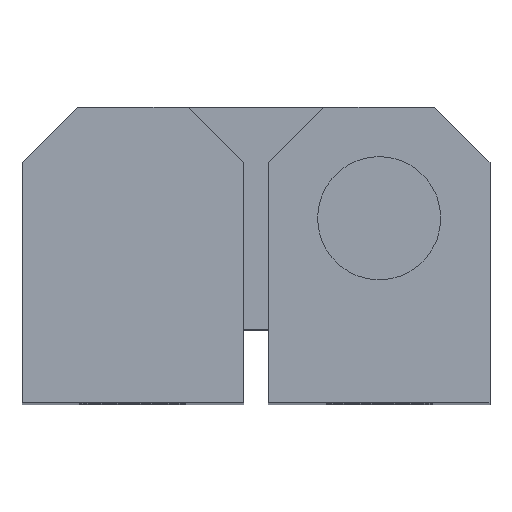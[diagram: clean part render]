
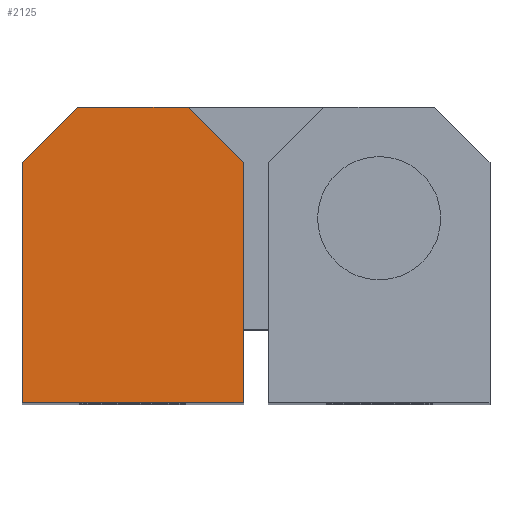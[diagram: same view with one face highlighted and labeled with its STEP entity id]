
A CAD part, top view. The second image highlights one B-rep face of the part: STEP entity #2125.
In plain terms, the highlighted planar face has unit normal (0, 0, 1).
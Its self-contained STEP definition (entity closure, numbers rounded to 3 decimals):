
#171 = DIRECTION ( 'NONE',  ( 0., -1., 0. ) ) ;
#173 = CARTESIAN_POINT ( 'NONE',  ( -14.5, 2.25, 20. ) ) ;
#182 = DIRECTION ( 'NONE',  ( 1., 0., 0. ) ) ;
#184 = CARTESIAN_POINT ( 'NONE',  ( -14.5, -7.5, 20. ) ) ;
#438 = CARTESIAN_POINT ( 'NONE',  ( -14.5, 2.25, 20. ) ) ;
#439 = DIRECTION ( 'NONE',  ( -0.707, -0.707, 0. ) ) ;
#453 = CARTESIAN_POINT ( 'NONE',  ( -12.25, 4.5, 20. ) ) ;
#454 = DIRECTION ( 'NONE',  ( -1., 0., 0. ) ) ;
#459 = CARTESIAN_POINT ( 'NONE',  ( -7.75, 4.5, 20. ) ) ;
#460 = DIRECTION ( 'NONE',  ( -0.707, 0.707, 0. ) ) ;
#471 = CARTESIAN_POINT ( 'NONE',  ( -5.5, 2.25, 20. ) ) ;
#472 = DIRECTION ( 'NONE',  ( 0., 1., 0. ) ) ;
#1084 = PLANE ( 'NONE',  #1925 ) ;
#1085 = CARTESIAN_POINT ( 'NONE',  ( -5.5, -7.5, 20. ) ) ;
#1086 = DIRECTION ( 'NONE',  ( 0., 0., 1. ) ) ;
#1087 = DIRECTION ( 'NONE',  ( 1., 0., 0. ) ) ;
#1103 = CARTESIAN_POINT ( 'NONE',  ( -14.5, -7.5, 20. ) ) ;
#1105 = CARTESIAN_POINT ( 'NONE',  ( -14.5, 2.25, 20. ) ) ;
#1109 = CARTESIAN_POINT ( 'NONE',  ( -12.25, 4.5, 20. ) ) ;
#1111 = CARTESIAN_POINT ( 'NONE',  ( -7.75, 4.5, 20. ) ) ;
#1114 = CARTESIAN_POINT ( 'NONE',  ( -5.5, -7.5, 20. ) ) ;
#1115 = CARTESIAN_POINT ( 'NONE',  ( -5.5, 2.25, 20. ) ) ;
#1278 = VECTOR ( 'NONE', #182, 1000. ) ;
#1295 = VECTOR ( 'NONE', #460, 1000. ) ;
#1296 = VECTOR ( 'NONE', #171, 1000. ) ;
#1330 = VECTOR ( 'NONE', #439, 1000. ) ;
#1341 = VECTOR ( 'NONE', #454, 1000. ) ;
#1383 = EDGE_LOOP ( 'NONE', ( #1772, #1773, #1774, #1770, #1775, #1776 ) ) ;
#1502 = LINE ( 'NONE', #184, #1278 ) ;
#1504 = LINE ( 'NONE', #173, #1296 ) ;
#1507 = LINE ( 'NONE', #438, #1330 ) ;
#1514 = LINE ( 'NONE', #453, #1341 ) ;
#1517 = LINE ( 'NONE', #459, #1295 ) ;
#1523 = LINE ( 'NONE', #471, #2193 ) ;
#1621 = FACE_OUTER_BOUND ( 'NONE', #1383, .T. ) ;
#1770 = ORIENTED_EDGE ( 'NONE', *, *, #1996, .T. ) ;
#1772 = ORIENTED_EDGE ( 'NONE', *, *, #2012, .T. ) ;
#1773 = ORIENTED_EDGE ( 'NONE', *, *, #2006, .T. ) ;
#1774 = ORIENTED_EDGE ( 'NONE', *, *, #2003, .T. ) ;
#1775 = ORIENTED_EDGE ( 'NONE', *, *, #1993, .T. ) ;
#1776 = ORIENTED_EDGE ( 'NONE', *, *, #1989, .T. ) ;
#1925 = AXIS2_PLACEMENT_3D ( 'NONE', #1085, #1086, #1087 ) ;
#1989 = EDGE_CURVE ( 'NONE', #2146, #2157, #1502, .T. ) ;
#1993 = EDGE_CURVE ( 'NONE', #2148, #2146, #1504, .T. ) ;
#1996 = EDGE_CURVE ( 'NONE', #2152, #2148, #1507, .T. ) ;
#2003 = EDGE_CURVE ( 'NONE', #2154, #2152, #1514, .T. ) ;
#2006 = EDGE_CURVE ( 'NONE', #2158, #2154, #1517, .T. ) ;
#2012 = EDGE_CURVE ( 'NONE', #2157, #2158, #1523, .T. ) ;
#2125 = ADVANCED_FACE ( 'NONE', ( #1621 ), #1084, .T. ) ;
#2146 = VERTEX_POINT ( 'NONE', #1103 ) ;
#2148 = VERTEX_POINT ( 'NONE', #1105 ) ;
#2152 = VERTEX_POINT ( 'NONE', #1109 ) ;
#2154 = VERTEX_POINT ( 'NONE', #1111 ) ;
#2157 = VERTEX_POINT ( 'NONE', #1114 ) ;
#2158 = VERTEX_POINT ( 'NONE', #1115 ) ;
#2193 = VECTOR ( 'NONE', #472, 1000. ) ;
